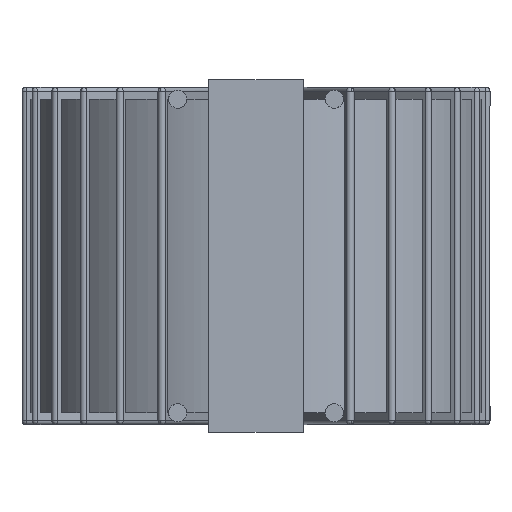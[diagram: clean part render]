
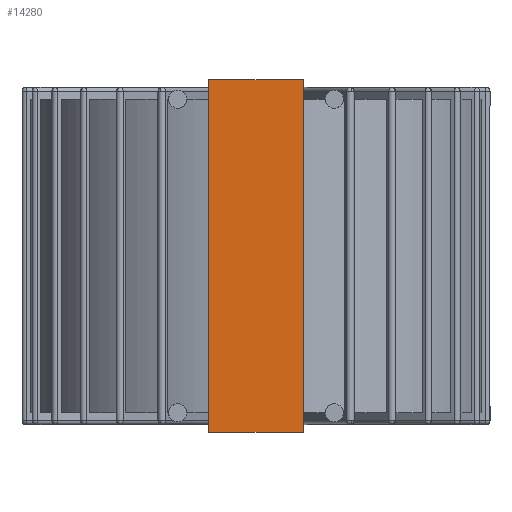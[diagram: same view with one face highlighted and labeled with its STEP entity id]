
A CAD part, front view. The second image highlights one B-rep face of the part: STEP entity #14280.
In plain terms, the highlighted planar face has unit normal (0, -1, 0).
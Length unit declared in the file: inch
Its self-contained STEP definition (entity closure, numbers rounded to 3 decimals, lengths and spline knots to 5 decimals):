
#41=DIRECTION('',(0.,0.,-1.));
#42=VECTOR('',#41,0.45);
#43=CARTESIAN_POINT('',(0.06,-0.3,0.225));
#44=LINE('',#43,#42);
#165=DIRECTION('',(0.,0.,-1.));
#166=VECTOR('',#165,0.45);
#167=CARTESIAN_POINT('',(-0.06,-0.3,0.225));
#168=LINE('',#167,#166);
#5507=DIRECTION('',(1.,0.,0.));
#5508=VECTOR('',#5507,0.12);
#5509=CARTESIAN_POINT('',(-0.06,-0.3,0.225));
#5510=LINE('',#5509,#5508);
#5515=DIRECTION('',(1.,0.,0.));
#5516=VECTOR('',#5515,0.12);
#5517=CARTESIAN_POINT('',(-0.06,-0.3,-0.225));
#5518=LINE('',#5517,#5516);
#6651=CARTESIAN_POINT('',(-0.06,-0.3,0.225));
#6652=CARTESIAN_POINT('',(-0.06,-0.3,-0.225));
#6653=VERTEX_POINT('',#6651);
#6654=VERTEX_POINT('',#6652);
#6659=CARTESIAN_POINT('',(0.06,-0.3,0.225));
#6660=CARTESIAN_POINT('',(0.06,-0.3,-0.225));
#6661=VERTEX_POINT('',#6659);
#6662=VERTEX_POINT('',#6660);
#14268=CARTESIAN_POINT('',(-0.06,-0.3,0.225));
#14269=DIRECTION('',(0.,-1.,0.));
#14270=DIRECTION('',(0.,0.,-1.));
#14271=AXIS2_PLACEMENT_3D('',#14268,#14269,#14270);
#14272=PLANE('',#14271);
#14273=ORIENTED_EDGE('',*,*,#7141,.F.);
#14274=ORIENTED_EDGE('',*,*,#14262,.T.);
#14275=ORIENTED_EDGE('',*,*,#6932,.T.);
#14277=ORIENTED_EDGE('',*,*,#14276,.F.);
#14278=EDGE_LOOP('',(#14273,#14274,#14275,#14277));
#14279=FACE_OUTER_BOUND('',#14278,.F.);
#6932=EDGE_CURVE('',#6661,#6662,#44,.T.);
#7141=EDGE_CURVE('',#6653,#6654,#168,.T.);
#14262=EDGE_CURVE('',#6653,#6661,#5510,.T.);
#14276=EDGE_CURVE('',#6654,#6662,#5518,.T.);
#14280=ADVANCED_FACE('',(#14279),#14272,.T.);
